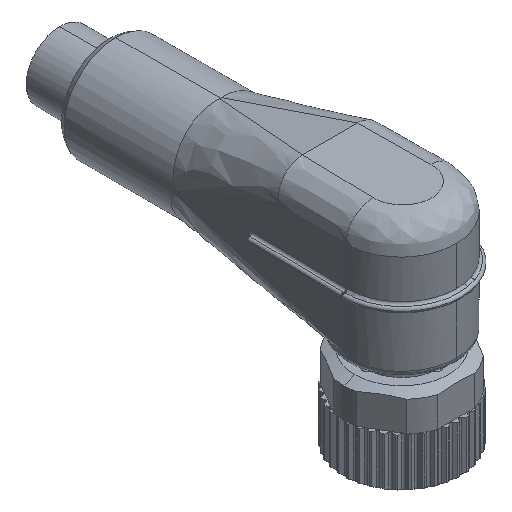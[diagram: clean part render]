
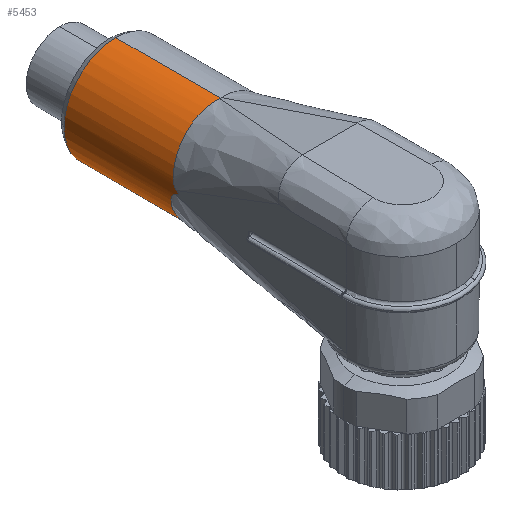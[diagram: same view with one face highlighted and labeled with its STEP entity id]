
A CAD part, isometric view. The second image highlights one B-rep face of the part: STEP entity #5453.
In plain terms, the highlighted cylindrical face has radius 4.265 mm (diameter 8.53 mm), a partial arc.
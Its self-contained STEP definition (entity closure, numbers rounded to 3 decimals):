
#5411=AXIS2_PLACEMENT_3D('Cylinder Axis2P3D',#5408,#5409,#5410) ;
#5422=AXIS2_PLACEMENT_3D('Circle Axis2P3D',#5420,#5421,$) ;
#5429=AXIS2_PLACEMENT_3D('Circle Axis2P3D',#5427,#5428,$) ;
#4126=CARTESIAN_POINT('Vertex',(0.637,19.147,13.194)) ;
#4130=CARTESIAN_POINT('Control Point',(0.639,19.246,12.864)) ;
#4131=CARTESIAN_POINT('Control Point',(0.636,19.073,12.93)) ;
#4132=CARTESIAN_POINT('Control Point',(0.635,18.977,12.996)) ;
#4133=CARTESIAN_POINT('Control Point',(0.634,18.957,13.062)) ;
#4134=CARTESIAN_POINT('Control Point',(0.635,19.014,13.128)) ;
#4135=CARTESIAN_POINT('Control Point',(0.637,19.147,13.194)) ;
#4136=CARTESIAN_POINT('Vertex',(0.639,19.246,12.864)) ;
#4758=CARTESIAN_POINT('Control Point',(4.9,19.5,8.785)) ;
#4759=CARTESIAN_POINT('Control Point',(4.876,19.5,8.785)) ;
#4760=CARTESIAN_POINT('Control Point',(4.853,19.504,8.785)) ;
#4761=CARTESIAN_POINT('Control Point',(4.829,19.513,8.785)) ;
#4762=CARTESIAN_POINT('Control Point',(4.806,19.526,8.786)) ;
#4763=CARTESIAN_POINT('Control Point',(4.782,19.543,8.787)) ;
#4764=CARTESIAN_POINT('Vertex',(4.9,19.5,8.785)) ;
#4766=CARTESIAN_POINT('Vertex',(4.782,19.543,8.787)) ;
#4810=CARTESIAN_POINT('Vertex',(4.9,19.81,17.315)) ;
#4816=CARTESIAN_POINT('Control Point',(4.834,19.813,17.314)) ;
#4817=CARTESIAN_POINT('Control Point',(4.847,19.812,17.315)) ;
#4818=CARTESIAN_POINT('Control Point',(4.86,19.811,17.315)) ;
#4819=CARTESIAN_POINT('Control Point',(4.873,19.81,17.315)) ;
#4820=CARTESIAN_POINT('Control Point',(4.887,19.81,17.315)) ;
#4821=CARTESIAN_POINT('Control Point',(4.9,19.81,17.315)) ;
#4822=CARTESIAN_POINT('Vertex',(4.834,19.813,17.314)) ;
#4973=CARTESIAN_POINT('Control Point',(0.719,19.692,12.209)) ;
#4974=CARTESIAN_POINT('Control Point',(0.677,19.646,12.415)) ;
#4975=CARTESIAN_POINT('Control Point',(0.65,19.571,12.617)) ;
#4976=CARTESIAN_POINT('Control Point',(0.642,19.443,12.788)) ;
#4977=CARTESIAN_POINT('Control Point',(0.639,19.246,12.864)) ;
#4978=CARTESIAN_POINT('Vertex',(0.719,19.692,12.209)) ;
#4982=CARTESIAN_POINT('Control Point',(4.001,19.782,8.881)) ;
#4983=CARTESIAN_POINT('Control Point',(3.82,19.805,8.92)) ;
#4984=CARTESIAN_POINT('Control Point',(3.637,19.822,8.97)) ;
#4985=CARTESIAN_POINT('Control Point',(3.461,19.833,9.028)) ;
#4986=CARTESIAN_POINT('Control Point',(3.095,19.852,9.173)) ;
#4987=CARTESIAN_POINT('Control Point',(2.745,19.863,9.361)) ;
#4988=CARTESIAN_POINT('Control Point',(2.574,19.866,9.467)) ;
#4989=CARTESIAN_POINT('Control Point',(2.249,19.869,9.695)) ;
#4990=CARTESIAN_POINT('Control Point',(1.95,19.866,9.96)) ;
#4991=CARTESIAN_POINT('Control Point',(1.807,19.863,10.102)) ;
#4992=CARTESIAN_POINT('Control Point',(1.537,19.856,10.408)) ;
#4993=CARTESIAN_POINT('Control Point',(1.305,19.842,10.741)) ;
#4994=CARTESIAN_POINT('Control Point',(1.201,19.834,10.914)) ;
#4995=CARTESIAN_POINT('Control Point',(1.058,19.817,11.182)) ;
#4996=CARTESIAN_POINT('Control Point',(0.941,19.795,11.458)) ;
#4997=CARTESIAN_POINT('Control Point',(0.905,19.788,11.551)) ;
#4998=CARTESIAN_POINT('Control Point',(0.839,19.77,11.737)) ;
#4999=CARTESIAN_POINT('Control Point',(0.785,19.745,11.924)) ;
#5000=CARTESIAN_POINT('Control Point',(0.76,19.73,12.02)) ;
#5001=CARTESIAN_POINT('Control Point',(0.738,19.713,12.115)) ;
#5002=CARTESIAN_POINT('Control Point',(0.719,19.692,12.209)) ;
#5003=CARTESIAN_POINT('Vertex',(4.001,19.782,8.881)) ;
#5007=CARTESIAN_POINT('Control Point',(4.782,19.543,8.787)) ;
#5008=CARTESIAN_POINT('Control Point',(4.621,19.662,8.791)) ;
#5009=CARTESIAN_POINT('Control Point',(4.422,19.728,8.806)) ;
#5010=CARTESIAN_POINT('Control Point',(4.209,19.754,8.836)) ;
#5011=CARTESIAN_POINT('Control Point',(4.001,19.782,8.881)) ;
#5268=CARTESIAN_POINT('Control Point',(0.729,19.51,13.94)) ;
#5269=CARTESIAN_POINT('Control Point',(0.808,19.586,14.312)) ;
#5270=CARTESIAN_POINT('Control Point',(0.932,19.645,14.687)) ;
#5271=CARTESIAN_POINT('Control Point',(1.102,19.689,15.053)) ;
#5272=CARTESIAN_POINT('Control Point',(1.53,19.774,15.742)) ;
#5273=CARTESIAN_POINT('Control Point',(2.112,19.833,16.316)) ;
#5274=CARTESIAN_POINT('Control Point',(2.427,19.854,16.56)) ;
#5275=CARTESIAN_POINT('Control Point',(3.09,19.879,16.959)) ;
#5276=CARTESIAN_POINT('Control Point',(3.808,19.874,17.196)) ;
#5277=CARTESIAN_POINT('Control Point',(4.155,19.862,17.272)) ;
#5278=CARTESIAN_POINT('Control Point',(4.5,19.844,17.309)) ;
#5279=CARTESIAN_POINT('Control Point',(4.834,19.813,17.314)) ;
#5280=CARTESIAN_POINT('Vertex',(0.729,19.51,13.94)) ;
#5284=CARTESIAN_POINT('Control Point',(0.637,19.147,13.194)) ;
#5285=CARTESIAN_POINT('Control Point',(0.638,19.202,13.221)) ;
#5286=CARTESIAN_POINT('Control Point',(0.64,19.251,13.259)) ;
#5287=CARTESIAN_POINT('Control Point',(0.642,19.293,13.307)) ;
#5288=CARTESIAN_POINT('Control Point',(0.65,19.36,13.419)) ;
#5289=CARTESIAN_POINT('Control Point',(0.663,19.409,13.541)) ;
#5290=CARTESIAN_POINT('Control Point',(0.671,19.43,13.604)) ;
#5291=CARTESIAN_POINT('Control Point',(0.686,19.46,13.711)) ;
#5292=CARTESIAN_POINT('Control Point',(0.705,19.485,13.819)) ;
#5293=CARTESIAN_POINT('Control Point',(0.712,19.493,13.86)) ;
#5294=CARTESIAN_POINT('Control Point',(0.72,19.501,13.9)) ;
#5295=CARTESIAN_POINT('Control Point',(0.729,19.51,13.94)) ;
#5408=CARTESIAN_POINT('Axis2P3D Location',(4.9,4.9,13.05)) ;
#5413=CARTESIAN_POINT('Line Origine',(4.9,4.9,17.315)) ;
#5417=CARTESIAN_POINT('Vertex',(4.9,28.4,17.315)) ;
#5420=CARTESIAN_POINT('Axis2P3D Location',(4.9,28.4,13.05)) ;
#5424=CARTESIAN_POINT('Vertex',(0.635,28.4,13.05)) ;
#5427=CARTESIAN_POINT('Axis2P3D Location',(4.9,28.4,13.05)) ;
#5431=CARTESIAN_POINT('Vertex',(4.9,28.4,8.785)) ;
#5434=CARTESIAN_POINT('Line Origine',(4.9,4.9,8.785)) ;
#5409=DIRECTION('Axis2P3D Direction',(0.,1.,0.)) ;
#5410=DIRECTION('Axis2P3D XDirection',(0.,0.,-1.)) ;
#5414=DIRECTION('Vector Direction',(0.,1.,0.)) ;
#5421=DIRECTION('Axis2P3D Direction',(0.,1.,0.)) ;
#5428=DIRECTION('Axis2P3D Direction',(0.,1.,0.)) ;
#5435=DIRECTION('Vector Direction',(0.,1.,0.)) ;
#5415=VECTOR('Line Direction',#5414,1.) ;
#5436=VECTOR('Line Direction',#5435,1.) ;
#5440=ORIENTED_EDGE('',*,*,#5419,.T.) ;
#5441=ORIENTED_EDGE('',*,*,#5426,.T.) ;
#5442=ORIENTED_EDGE('',*,*,#5433,.T.) ;
#5443=ORIENTED_EDGE('',*,*,#5438,.T.) ;
#5444=ORIENTED_EDGE('',*,*,#4768,.T.) ;
#5445=ORIENTED_EDGE('',*,*,#5012,.T.) ;
#5446=ORIENTED_EDGE('',*,*,#5005,.T.) ;
#5447=ORIENTED_EDGE('',*,*,#4980,.T.) ;
#5448=ORIENTED_EDGE('',*,*,#4138,.T.) ;
#5449=ORIENTED_EDGE('',*,*,#5296,.T.) ;
#5450=ORIENTED_EDGE('',*,*,#5282,.T.) ;
#5451=ORIENTED_EDGE('',*,*,#4824,.T.) ;
#5453=ADVANCED_FACE('Hauptk\X2\00F6\X0\rper0',(#5452),#5412,.T.) ;
#4129=B_SPLINE_CURVE_WITH_KNOTS('',5,(#4130,#4131,#4132,#4133,#4134,#4135),.UNSPECIFIED.,.F.,.U.,(6,6),(0.,19.765),.UNSPECIFIED.) ;
#4757=B_SPLINE_CURVE_WITH_KNOTS('',5,(#4758,#4759,#4760,#4761,#4762,#4763),.UNSPECIFIED.,.F.,.U.,(6,6),(3.141,6.282),.UNSPECIFIED.) ;
#4815=B_SPLINE_CURVE_WITH_KNOTS('',5,(#4816,#4817,#4818,#4819,#4820,#4821),.UNSPECIFIED.,.F.,.U.,(6,6),(0.,0.415),.UNSPECIFIED.) ;
#4972=B_SPLINE_CURVE_WITH_KNOTS('',4,(#4973,#4974,#4975,#4976,#4977),.UNSPECIFIED.,.F.,.U.,(5,5),(0.,1.326),.UNSPECIFIED.) ;
#4981=B_SPLINE_CURVE_WITH_KNOTS('',5,(#4982,#4983,#4984,#4985,#4986,#4987,#4988,#4989,#4990,#4991,#4992,#4993,#4994,#4995,#4996,#4997,#4998,#4999,#5000,#5001,#5002),.UNSPECIFIED.,.F.,.U.,(6,3,3,3,3,3,6),(0.,1.432,2.909,4.387,5.854,6.613,7.371),.UNSPECIFIED.) ;
#5006=B_SPLINE_CURVE_WITH_KNOTS('',4,(#5007,#5008,#5009,#5010,#5011),.UNSPECIFIED.,.F.,.U.,(5,5),(0.,1.319),.UNSPECIFIED.) ;
#5267=B_SPLINE_CURVE_WITH_KNOTS('',5,(#5268,#5269,#5270,#5271,#5272,#5273,#5274,#5275,#5276,#5277,#5278,#5279),.UNSPECIFIED.,.F.,.U.,(6,3,3,6),(0.,2.775,5.556,8.072),.UNSPECIFIED.) ;
#5283=B_SPLINE_CURVE_WITH_KNOTS('',5,(#5284,#5285,#5286,#5287,#5288,#5289,#5290,#5291,#5292,#5293,#5294,#5295),.UNSPECIFIED.,.F.,.U.,(6,3,3,6),(0.,0.473,0.985,1.285),.UNSPECIFIED.) ;
#5423=CIRCLE('generated circle',#5422,4.265) ;
#5430=CIRCLE('generated circle',#5429,4.265) ;
#5412=CYLINDRICAL_SURFACE('generated cylinder',#5411,4.265) ;
#4138=EDGE_CURVE('',#4137,#4127,#4129,.T.) ;
#4768=EDGE_CURVE('',#4765,#4767,#4757,.T.) ;
#4824=EDGE_CURVE('',#4823,#4811,#4815,.T.) ;
#4980=EDGE_CURVE('',#4979,#4137,#4972,.T.) ;
#5005=EDGE_CURVE('',#5004,#4979,#4981,.T.) ;
#5012=EDGE_CURVE('',#4767,#5004,#5006,.T.) ;
#5282=EDGE_CURVE('',#5281,#4823,#5267,.T.) ;
#5296=EDGE_CURVE('',#4127,#5281,#5283,.T.) ;
#5419=EDGE_CURVE('',#4811,#5418,#5416,.T.) ;
#5426=EDGE_CURVE('',#5418,#5425,#5423,.F.) ;
#5433=EDGE_CURVE('',#5425,#5432,#5430,.F.) ;
#5438=EDGE_CURVE('',#5432,#4765,#5437,.F.) ;
#5439=EDGE_LOOP('',(#5440,#5441,#5442,#5443,#5444,#5445,#5446,#5447,#5448,#5449,#5450,#5451)) ;
#5452=FACE_OUTER_BOUND('',#5439,.T.) ;
#5416=LINE('Line',#5413,#5415) ;
#5437=LINE('Line',#5434,#5436) ;
#4127=VERTEX_POINT('',#4126) ;
#4137=VERTEX_POINT('',#4136) ;
#4765=VERTEX_POINT('',#4764) ;
#4767=VERTEX_POINT('',#4766) ;
#4811=VERTEX_POINT('',#4810) ;
#4823=VERTEX_POINT('',#4822) ;
#4979=VERTEX_POINT('',#4978) ;
#5004=VERTEX_POINT('',#5003) ;
#5281=VERTEX_POINT('',#5280) ;
#5418=VERTEX_POINT('',#5417) ;
#5425=VERTEX_POINT('',#5424) ;
#5432=VERTEX_POINT('',#5431) ;
